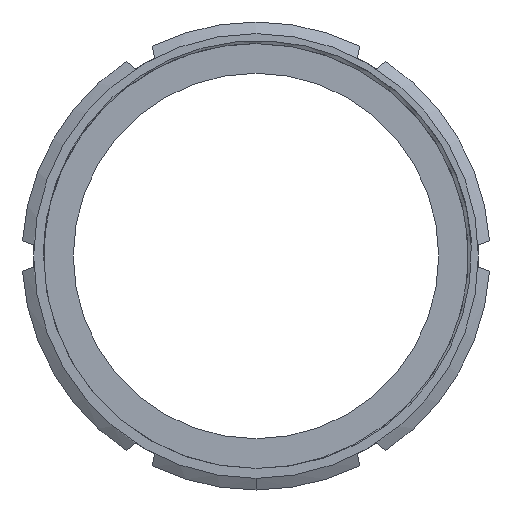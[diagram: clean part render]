
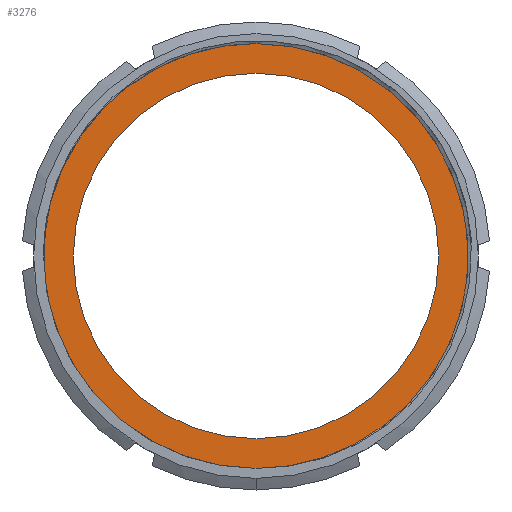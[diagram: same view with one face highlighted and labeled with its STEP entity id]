
A CAD part, left-side view. The second image highlights one B-rep face of the part: STEP entity #3276.
In plain terms, the highlighted planar face has unit normal (-1, 0, 0).
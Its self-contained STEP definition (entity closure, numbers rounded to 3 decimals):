
#36 = DIRECTION ( 'NONE',  ( 0., 0., -1. ) ) ;
#88 = CARTESIAN_POINT ( 'NONE',  ( 14., 0., 0. ) ) ;
#177 = CIRCLE ( 'NONE', #2957, 82. ) ;
#211 = DIRECTION ( 'NONE',  ( 0., 0., 1. ) ) ;
#328 = DIRECTION ( 'NONE',  ( -1., 0., 0. ) ) ;
#370 = CARTESIAN_POINT ( 'NONE',  ( 14., 82., 0. ) ) ;
#419 = FACE_OUTER_BOUND ( 'NONE', #684, .T. ) ;
#459 = DIRECTION ( 'NONE',  ( 0., 0., 1. ) ) ;
#616 = EDGE_CURVE ( 'NONE', #736, #1403, #3688, .T. ) ;
#684 = EDGE_LOOP ( 'NONE', ( #2796, #2811 ) ) ;
#736 = VERTEX_POINT ( 'NONE', #1539 ) ;
#768 = DIRECTION ( 'NONE',  ( 1., 0., 0. ) ) ;
#807 = DIRECTION ( 'NONE',  ( -1., 0., 0. ) ) ;
#815 = VERTEX_POINT ( 'NONE', #955 ) ;
#907 = EDGE_CURVE ( 'NONE', #2707, #815, #3240, .T. ) ;
#955 = CARTESIAN_POINT ( 'NONE',  ( 14., 0., -82. ) ) ;
#1043 = PLANE ( 'NONE',  #1355 ) ;
#1246 = CARTESIAN_POINT ( 'NONE',  ( 14., 0., 0. ) ) ;
#1355 = AXIS2_PLACEMENT_3D ( 'NONE', #370, #768, #36 ) ;
#1403 = VERTEX_POINT ( 'NONE', #4078 ) ;
#1539 = CARTESIAN_POINT ( 'NONE',  ( 14., 0., 97.117 ) ) ;
#1638 = CARTESIAN_POINT ( 'NONE',  ( 14., 0., 82. ) ) ;
#1884 = DIRECTION ( 'NONE',  ( -1., 0., 0. ) ) ;
#2084 = EDGE_LOOP ( 'NONE', ( #3727, #3158 ) ) ;
#2125 = EDGE_CURVE ( 'NONE', #1403, #736, #3912, .T. ) ;
#2150 = AXIS2_PLACEMENT_3D ( 'NONE', #1246, #1884, #211 ) ;
#2411 = EDGE_CURVE ( 'NONE', #815, #2707, #177, .T. ) ;
#2480 = DIRECTION ( 'NONE',  ( -1., 0., 0. ) ) ;
#2523 = AXIS2_PLACEMENT_3D ( 'NONE', #3598, #807, #459 ) ;
#2525 = DIRECTION ( 'NONE',  ( 0., 0., 1. ) ) ;
#2707 = VERTEX_POINT ( 'NONE', #1638 ) ;
#2796 = ORIENTED_EDGE ( 'NONE', *, *, #616, .T. ) ;
#2811 = ORIENTED_EDGE ( 'NONE', *, *, #2125, .T. ) ;
#2957 = AXIS2_PLACEMENT_3D ( 'NONE', #3138, #328, #4511 ) ;
#3033 = AXIS2_PLACEMENT_3D ( 'NONE', #88, #2480, #2525 ) ;
#3138 = CARTESIAN_POINT ( 'NONE',  ( 14., 0., 0. ) ) ;
#3158 = ORIENTED_EDGE ( 'NONE', *, *, #2411, .F. ) ;
#3240 = CIRCLE ( 'NONE', #3033, 82. ) ;
#3276 = ADVANCED_FACE ( 'NONE', ( #4226, #419 ), #1043, .F. ) ;
#3598 = CARTESIAN_POINT ( 'NONE',  ( 14., 0., 0. ) ) ;
#3688 = CIRCLE ( 'NONE', #2150, 97.117 ) ;
#3727 = ORIENTED_EDGE ( 'NONE', *, *, #907, .F. ) ;
#3912 = CIRCLE ( 'NONE', #2523, 97.117 ) ;
#4078 = CARTESIAN_POINT ( 'NONE',  ( 14., 0., -97.117 ) ) ;
#4226 = FACE_BOUND ( 'NONE', #2084, .T. ) ;
#4511 = DIRECTION ( 'NONE',  ( 0., 0., 1. ) ) ;
